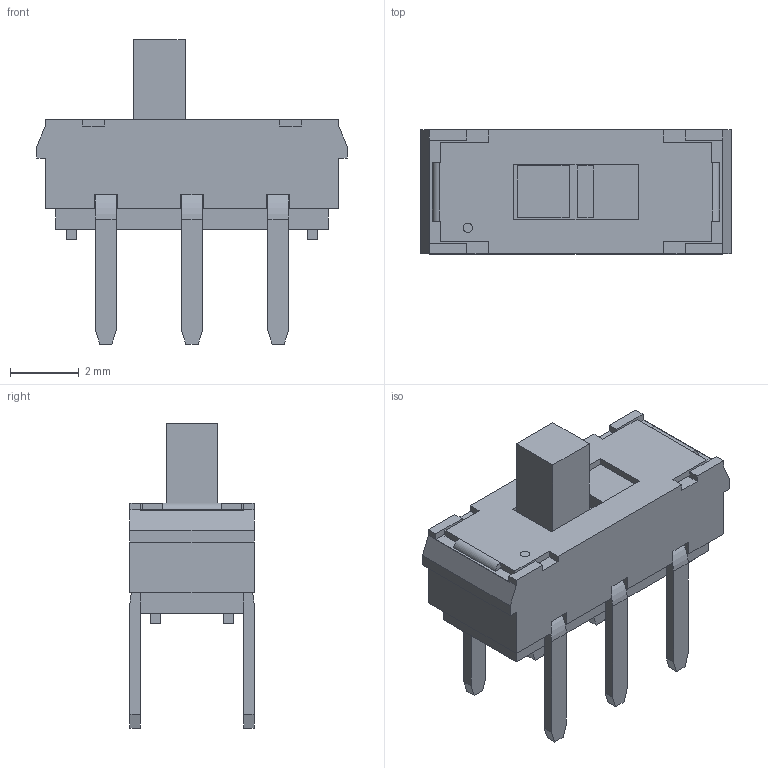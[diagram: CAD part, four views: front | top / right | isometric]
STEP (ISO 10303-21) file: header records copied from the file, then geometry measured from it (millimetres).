
FILE_DESCRIPTION( ( '' ), ' ' );
FILE_NAME( '5b0072394718e81162a23137.step', '2018-05-19T18:51:37', ( '' ), ( '' ), ' ', ' ', ' ' );
FILE_SCHEMA( ( 'AUTOMOTIVE_DESIGN { 1 0 10303 214 1 1 1 1 }' ) );
Length unit declared in the file: metre
Products named in the file (1): Open CASCADE STEP translator 6.8 1
Bounding box: 9 x 3.6 x 8.83 mm (x, y, z)
Volume: 102.6 mm3; surface area: 203.1 mm2
Topology: 1 solids, 1 shells, 163 faces, 443 edges, 290 vertices
Faces by surface type: plane 154, cylinder 9
Full cylindrical faces by diameter (mm): 0.267 x1
Entity records: 8552 total; most frequent: CARTESIAN_POINT 896, ORIENTED_EDGE 884, DIRECTION 788, STYLED_ITEM 605, PRESENTATION_STYLE_ASSIGNMENT 605, COLOUR_RGB 605, EDGE_CURVE 442, CURVE_STYLE 442
